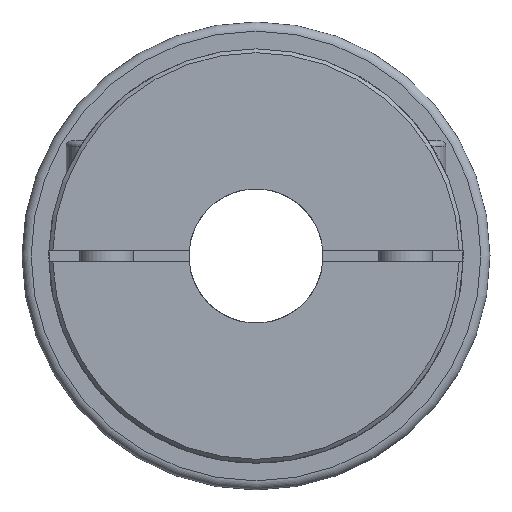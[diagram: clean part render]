
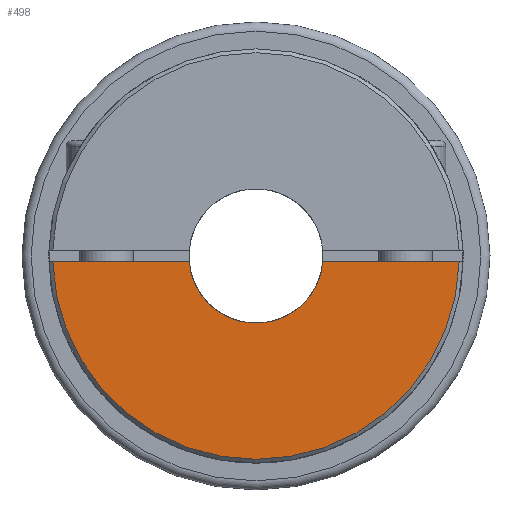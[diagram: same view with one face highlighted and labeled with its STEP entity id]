
A CAD part, left-side view. The second image highlights one B-rep face of the part: STEP entity #498.
In plain terms, the highlighted planar face has unit normal (-1, 0, 0).
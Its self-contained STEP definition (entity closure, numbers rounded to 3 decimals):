
#498 = ADVANCED_FACE( '', ( #1106 ), #1107, .F. );
#1106 = FACE_OUTER_BOUND( '', #1733, .T. );
#1107 = PLANE( '', #1734 );
#1733 = EDGE_LOOP( '', ( #2912, #2913, #2914, #2915 ) );
#1734 = AXIS2_PLACEMENT_3D( '', #2916, #2917, #2918 );
#2912 = ORIENTED_EDGE( '', *, *, #3369, .F. );
#2913 = ORIENTED_EDGE( '', *, *, #3173, .F. );
#2914 = ORIENTED_EDGE( '', *, *, #3395, .F. );
#2915 = ORIENTED_EDGE( '', *, *, #3284, .F. );
#2916 = CARTESIAN_POINT( '', ( -53.819, 0., 9.5 ) );
#2917 = DIRECTION( '', ( 1., 0., 0. ) );
#2918 = DIRECTION( '', ( 0., 0., 1. ) );
#3173 = EDGE_CURVE( '', #3717, #3718, #3719, .T. );
#3284 = EDGE_CURVE( '', #3885, #3887, #3888, .T. );
#3369 = EDGE_CURVE( '', #3718, #3885, #3998, .F. );
#3395 = EDGE_CURVE( '', #3887, #3717, #4030, .T. );
#3717 = VERTEX_POINT( '', #4514 );
#3718 = VERTEX_POINT( '', #4515 );
#3719 = LINE( '', #4516, #4517 );
#3885 = VERTEX_POINT( '', #5083 );
#3887 = VERTEX_POINT( '', #5086 );
#3888 = LINE( '', #5087, #5088 );
#3998 = CIRCLE( '', #5398, 17.5 );
#4030 = CIRCLE( '', #5434, 53. );
#4514 = CARTESIAN_POINT( '', ( -53.819, 52.979, -1.5 ) );
#4515 = CARTESIAN_POINT( '', ( -53.819, 17.436, -1.5 ) );
#4516 = CARTESIAN_POINT( '', ( -53.819, 0., -1.5 ) );
#4517 = VECTOR( '', #5853, 1000. );
#5083 = CARTESIAN_POINT( '', ( -53.819, -17.436, -1.5 ) );
#5086 = CARTESIAN_POINT( '', ( -53.819, -52.979, -1.5 ) );
#5087 = CARTESIAN_POINT( '', ( -53.819, 0., -1.5 ) );
#5088 = VECTOR( '', #5999, 1000. );
#5398 = AXIS2_PLACEMENT_3D( '', #6098, #6099, #6100 );
#5434 = AXIS2_PLACEMENT_3D( '', #6126, #6127, #6128 );
#5853 = DIRECTION( '', ( 0., -1., 0. ) );
#5999 = DIRECTION( '', ( 0., -1., 0. ) );
#6098 = CARTESIAN_POINT( '', ( -53.819, 0., 0. ) );
#6099 = DIRECTION( '', ( 1., 0., 0. ) );
#6100 = DIRECTION( '', ( 0., 0., -1. ) );
#6126 = CARTESIAN_POINT( '', ( -53.819, 0., 0. ) );
#6127 = DIRECTION( '', ( 1., 0., 0. ) );
#6128 = DIRECTION( '', ( 0., 0., 1. ) );
